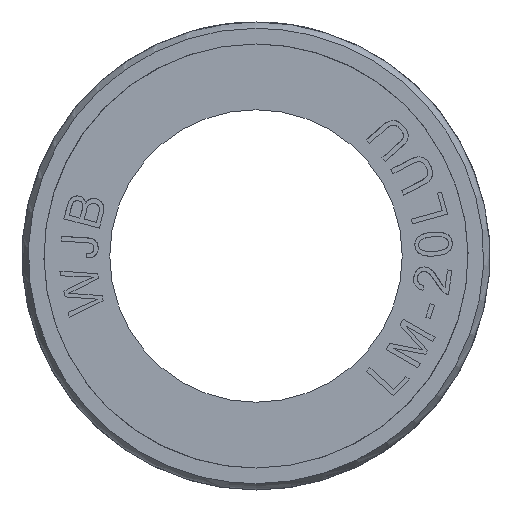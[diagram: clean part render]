
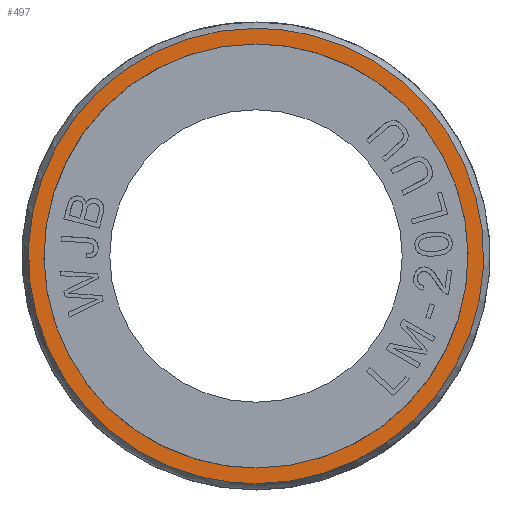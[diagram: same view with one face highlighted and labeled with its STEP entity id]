
A CAD part, left-side view. The second image highlights one B-rep face of the part: STEP entity #497.
In plain terms, the highlighted planar face has unit normal (-1, 0, 0).
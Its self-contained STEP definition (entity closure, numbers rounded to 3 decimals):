
#497=ADVANCED_FACE('',(#1057,#1058),#792,.T.);
#792=PLANE('',#5497);
#1057=FACE_BOUND('',#1141,.T.);
#1058=FACE_BOUND('',#1142,.T.);
#1141=EDGE_LOOP('',(#2079,#2080));
#1142=EDGE_LOOP('',(#2081,#2082));
#1534=B_SPLINE_CURVE_WITH_KNOTS('',3,(#8147,#8148,#8149,#8150,#8151,#8152,
#8153,#8154,#8155,#8156),.UNSPECIFIED.,.F.,.F.,(4,2,2,2,4),(0.,0.25,0.5,
0.75,1.),.UNSPECIFIED.);
#1535=B_SPLINE_CURVE_WITH_KNOTS('',3,(#8159,#8160,#8161,#8162,#8163,#8164,
#8165,#8166,#8167,#8168),.UNSPECIFIED.,.F.,.F.,(4,2,2,2,4),(0.,0.25,0.5,
0.75,1.),.UNSPECIFIED.);
#1538=B_SPLINE_CURVE_WITH_KNOTS('',3,(#8192,#8193,#8194,#8195,#8196,#8197,
#8198,#8199,#8200,#8201),.UNSPECIFIED.,.F.,.F.,(4,2,2,2,4),(0.,0.25,0.5,
0.75,1.),.UNSPECIFIED.);
#1539=B_SPLINE_CURVE_WITH_KNOTS('',3,(#8204,#8205,#8206,#8207,#8208,#8209,
#8210,#8211,#8212,#8213),.UNSPECIFIED.,.F.,.F.,(4,2,2,2,4),(0.,0.25,0.5,
0.75,1.),.UNSPECIFIED.);
#2079=ORIENTED_EDGE('',*,*,#4083,.F.);
#2080=ORIENTED_EDGE('',*,*,#4084,.F.);
#2081=ORIENTED_EDGE('',*,*,#4079,.T.);
#2082=ORIENTED_EDGE('',*,*,#4080,.T.);
#3569=VERTEX_POINT('',#8157);
#3570=VERTEX_POINT('',#8158);
#3573=VERTEX_POINT('',#8202);
#3574=VERTEX_POINT('',#8203);
#4079=EDGE_CURVE('',#3569,#3570,#1534,.T.);
#4080=EDGE_CURVE('',#3570,#3569,#1535,.T.);
#4083=EDGE_CURVE('',#3573,#3574,#1538,.T.);
#4084=EDGE_CURVE('',#3574,#3573,#1539,.T.);
#5497=AXIS2_PLACEMENT_3D('',#8214,#5913,#5914);
#5913=DIRECTION('',(-1.,0.,0.));
#5914=DIRECTION('',(0.,0.,1.));
#8147=CARTESIAN_POINT('',(0.,0.,15.57));
#8148=CARTESIAN_POINT('',(0.,4.09,15.569));
#8149=CARTESIAN_POINT('',(0.,8.119,13.9));
#8150=CARTESIAN_POINT('',(0.,13.9,8.119));
#8151=CARTESIAN_POINT('',(0.,15.569,4.088));
#8152=CARTESIAN_POINT('',(0.,15.57,-4.088));
#8153=CARTESIAN_POINT('',(0.,13.9,-8.119));
#8154=CARTESIAN_POINT('',(0.,8.119,-13.9));
#8155=CARTESIAN_POINT('',(0.,4.091,-15.569));
#8156=CARTESIAN_POINT('',(0.,0.,-15.57));
#8157=CARTESIAN_POINT('',(0.,0.,15.57));
#8158=CARTESIAN_POINT('',(0.,0.,-15.57));
#8159=CARTESIAN_POINT('',(0.,0.,-15.57));
#8160=CARTESIAN_POINT('',(0.,-4.09,-15.569));
#8161=CARTESIAN_POINT('',(0.,-8.119,-13.9));
#8162=CARTESIAN_POINT('',(0.,-13.9,-8.119));
#8163=CARTESIAN_POINT('',(0.,-15.569,-4.088));
#8164=CARTESIAN_POINT('',(0.,-15.57,4.088));
#8165=CARTESIAN_POINT('',(0.,-13.9,8.119));
#8166=CARTESIAN_POINT('',(0.,-8.119,13.9));
#8167=CARTESIAN_POINT('',(0.,-4.091,15.569));
#8168=CARTESIAN_POINT('',(0.,0.,15.57));
#8192=CARTESIAN_POINT('',(0.,0.,14.5));
#8193=CARTESIAN_POINT('',(0.,3.796,14.5));
#8194=CARTESIAN_POINT('',(0.,7.569,12.937));
#8195=CARTESIAN_POINT('',(0.,12.937,7.569));
#8196=CARTESIAN_POINT('',(0.,14.5,3.796));
#8197=CARTESIAN_POINT('',(0.,14.5,-3.796));
#8198=CARTESIAN_POINT('',(0.,12.937,-7.569));
#8199=CARTESIAN_POINT('',(0.,7.569,-12.937));
#8200=CARTESIAN_POINT('',(0.,3.796,-14.5));
#8201=CARTESIAN_POINT('',(0.,0.,-14.5));
#8202=CARTESIAN_POINT('',(0.,0.,14.5));
#8203=CARTESIAN_POINT('',(0.,0.,-14.5));
#8204=CARTESIAN_POINT('',(0.,0.,-14.5));
#8205=CARTESIAN_POINT('',(0.,-3.796,-14.5));
#8206=CARTESIAN_POINT('',(0.,-7.569,-12.937));
#8207=CARTESIAN_POINT('',(0.,-12.937,-7.569));
#8208=CARTESIAN_POINT('',(0.,-14.5,-3.796));
#8209=CARTESIAN_POINT('',(0.,-14.5,3.796));
#8210=CARTESIAN_POINT('',(0.,-12.937,7.569));
#8211=CARTESIAN_POINT('',(0.,-7.569,12.937));
#8212=CARTESIAN_POINT('',(0.,-3.796,14.5));
#8213=CARTESIAN_POINT('',(0.,0.,14.5));
#8214=CARTESIAN_POINT('',(0.,-15.884,-15.57));
